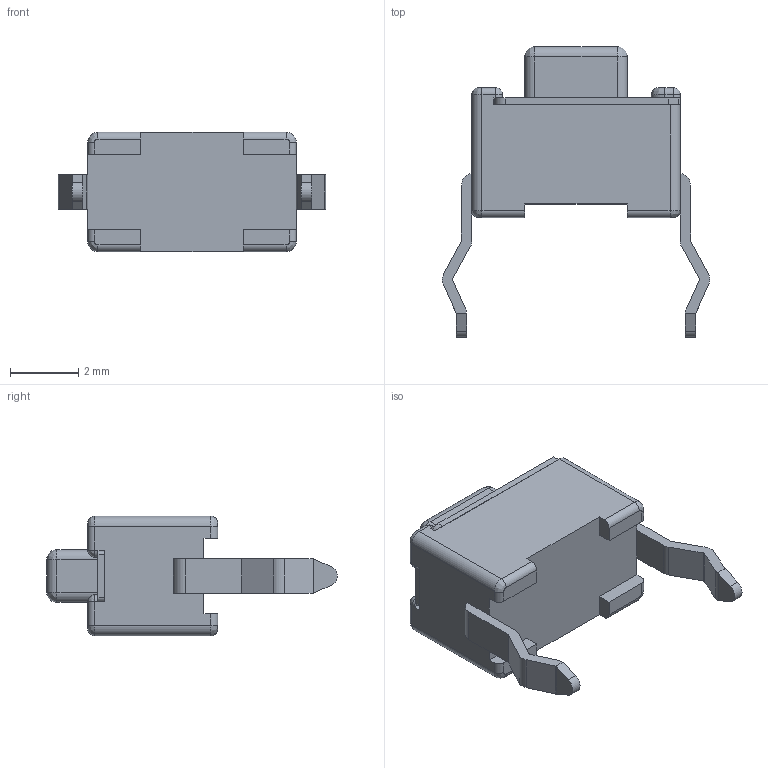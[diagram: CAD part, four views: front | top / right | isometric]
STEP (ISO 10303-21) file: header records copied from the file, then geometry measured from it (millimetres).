
FILE_DESCRIPTION (( 'STEP AP214' ), '1' );
FILE_NAME ('SKHLAB.STEP', '2024-12-15T15:22:28', ( '' ), ( '' ), 'SwSTEP 2.0', 'SolidWorks 2024', '' );
FILE_SCHEMA (( 'AUTOMOTIVE_DESIGN' ));
Length unit declared in the file: millimetre
Products named in the file (1): SKHLAB
Bounding box: 7.82 x 8.5 x 3.5 mm (x, y, z)
Volume: 77.4 mm3; surface area: 156.6 mm2
Topology: 1 solids, 3 shells, 204 faces, 534 edges, 326 vertices
Faces by surface type: plane 104, cylinder 80, bspline 20
Entity records: 7261 total; most frequent: CARTESIAN_POINT 1407, ORIENTED_EDGE 1044, DIRECTION 1044, EDGE_CURVE 522, AXIS2_PLACEMENT_3D 353, LINE 338, VECTOR 338, VERTEX_POINT 326
